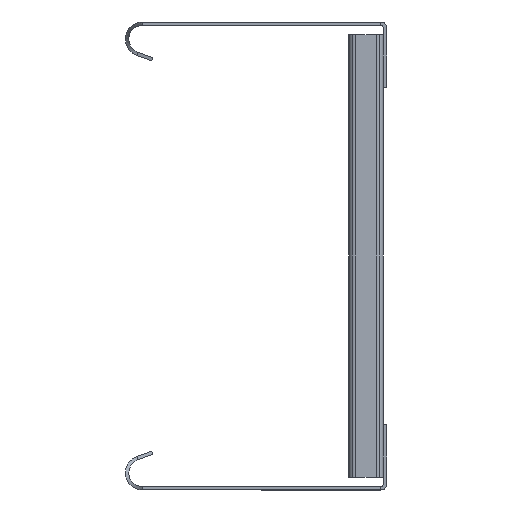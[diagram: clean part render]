
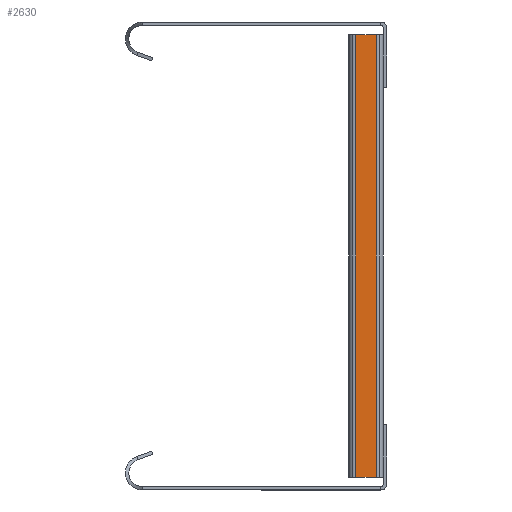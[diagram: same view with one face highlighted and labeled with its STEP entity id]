
A CAD part, left-side view. The second image highlights one B-rep face of the part: STEP entity #2630.
In plain terms, the highlighted planar face has unit normal (-1, 0, 0).
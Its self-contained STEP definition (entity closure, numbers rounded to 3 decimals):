
#668 = EDGE_CURVE ( 'NONE', #9378, #6898, #3231, .T. ) ;
#841 = DIRECTION ( 'NONE',  ( 0., 0., 1. ) ) ;
#1026 = CARTESIAN_POINT ( 'NONE',  ( -15., 12., -96.5 ) ) ;
#1528 = CARTESIAN_POINT ( 'NONE',  ( -15., 3., -96.5 ) ) ;
#1909 = LINE ( 'NONE', #10442, #7500 ) ;
#2408 = CARTESIAN_POINT ( 'NONE',  ( -15., 12., 96.5 ) ) ;
#2630 = ADVANCED_FACE ( 'NONE', ( #8996 ), #8166, .F. ) ;
#3231 = LINE ( 'NONE', #6986, #3295 ) ;
#3295 = VECTOR ( 'NONE', #6777, 1000. ) ;
#3942 = DIRECTION ( 'NONE',  ( 0., -1., 0. ) ) ;
#4330 = DIRECTION ( 'NONE',  ( 0., 1., 0. ) ) ;
#5221 = CARTESIAN_POINT ( 'NONE',  ( -15., 12., -96.5 ) ) ;
#5945 = CARTESIAN_POINT ( 'NONE',  ( -15., 3., 96.5 ) ) ;
#5988 = AXIS2_PLACEMENT_3D ( 'NONE', #7855, #7822, #7788 ) ;
#6236 = EDGE_CURVE ( 'NONE', #7016, #9378, #1909, .T. ) ;
#6254 = ORIENTED_EDGE ( 'NONE', *, *, #6397, .F. ) ;
#6397 = EDGE_CURVE ( 'NONE', #9486, #7016, #7762, .T. ) ;
#6756 = LINE ( 'NONE', #8401, #6897 ) ;
#6777 = DIRECTION ( 'NONE',  ( 0., 0., -1. ) ) ;
#6897 = VECTOR ( 'NONE', #4330, 1000. ) ;
#6898 = VERTEX_POINT ( 'NONE', #1528 ) ;
#6986 = CARTESIAN_POINT ( 'NONE',  ( -15., 3., -96.5 ) ) ;
#7016 = VERTEX_POINT ( 'NONE', #2408 ) ;
#7100 = ORIENTED_EDGE ( 'NONE', *, *, #8569, .F. ) ;
#7500 = VECTOR ( 'NONE', #3942, 1000. ) ;
#7762 = LINE ( 'NONE', #1026, #8300 ) ;
#7788 = DIRECTION ( 'NONE',  ( 0., 0., -1. ) ) ;
#7822 = DIRECTION ( 'NONE',  ( 1., 0., 0. ) ) ;
#7855 = CARTESIAN_POINT ( 'NONE',  ( -15., 3., -96.5 ) ) ;
#8166 = PLANE ( 'NONE',  #5988 ) ;
#8242 = ORIENTED_EDGE ( 'NONE', *, *, #6236, .F. ) ;
#8300 = VECTOR ( 'NONE', #841, 1000. ) ;
#8401 = CARTESIAN_POINT ( 'NONE',  ( -15., 13.5, -96.5 ) ) ;
#8569 = EDGE_CURVE ( 'NONE', #6898, #9486, #6756, .T. ) ;
#8662 = ORIENTED_EDGE ( 'NONE', *, *, #668, .F. ) ;
#8996 = FACE_OUTER_BOUND ( 'NONE', #10159, .T. ) ;
#9378 = VERTEX_POINT ( 'NONE', #5945 ) ;
#9486 = VERTEX_POINT ( 'NONE', #5221 ) ;
#10159 = EDGE_LOOP ( 'NONE', ( #6254, #7100, #8662, #8242 ) ) ;
#10442 = CARTESIAN_POINT ( 'NONE',  ( -15., 1.5, 96.5 ) ) ;
